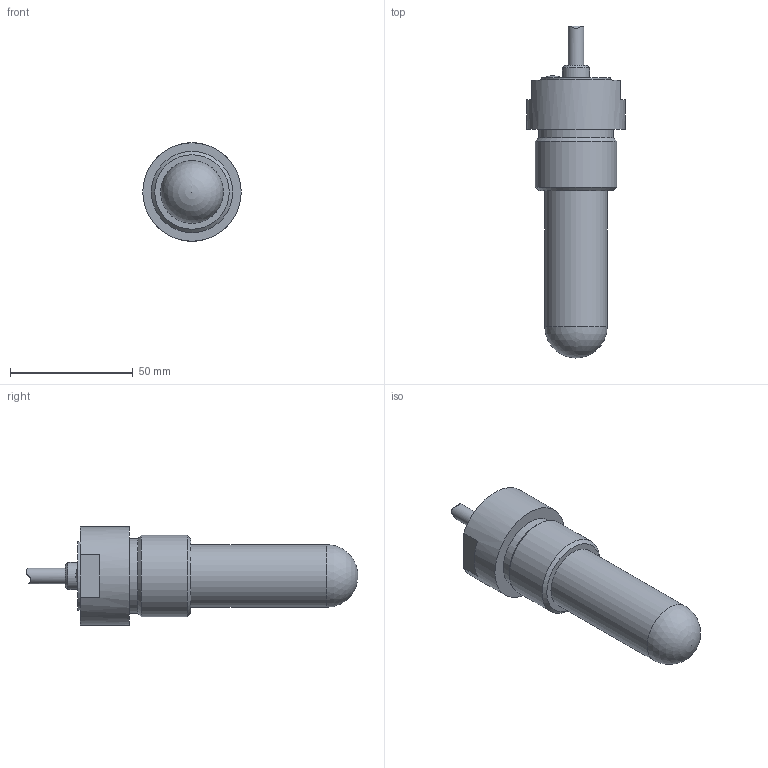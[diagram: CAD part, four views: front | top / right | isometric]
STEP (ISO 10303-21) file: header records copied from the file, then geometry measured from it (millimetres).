
FILE_DESCRIPTION(/* description */ (''),/* implementation_level */ '2;1');
FILE_NAME(/* name */ '813100_Shrinkwrap_1.stp',/* time_stamp */ '2021-08-19T11:37:36+02:00',/* author */ ('Krieger Anja'),/* organization */ (''),/* preprocessor_version */ 'ST-DEVELOPER v18.1',/* originating_system */ 'Autodesk Inventor 2021',/* authorisation */ '');
FILE_SCHEMA (('AUTOMOTIVE_DESIGN { 1 0 10303 214 3 1 1 }'));
Length unit declared in the file: millimetre
Products named in the file (1): 813100_Shrinkwrap_1
Bounding box: 40 x 134.98 x 40 mm (x, y, z)
Volume: 47211.5 mm3; surface area: 22196.4 mm2
Topology: 2 solids, 2 shells, 53 faces, 110 edges, 73 vertices
Faces by surface type: cylinder 22, plane 19, cone 5, torus 4, sphere 2, bspline 1
Full cylindrical faces by diameter (mm): 3 x1, 5.85 x2, 6 x1, 6.4 x2, 7.2 x1, 11 x1, 18.2 x1, 24.5 x2, 25.5 x1, 26 x2, 26.2 x2, 27.8 x1, 30.3 x1, 33 x1, 40 x1
Entity records: 1622 total; most frequent: CARTESIAN_POINT 320, DIRECTION 278, ORIENTED_EDGE 214, AXIS2_PLACEMENT_3D 122, EDGE_CURVE 107, VERTEX_POINT 73, CIRCLE 69, EDGE_LOOP 68
